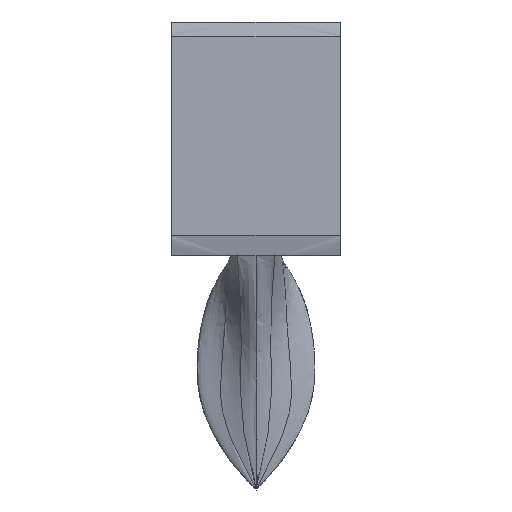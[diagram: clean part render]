
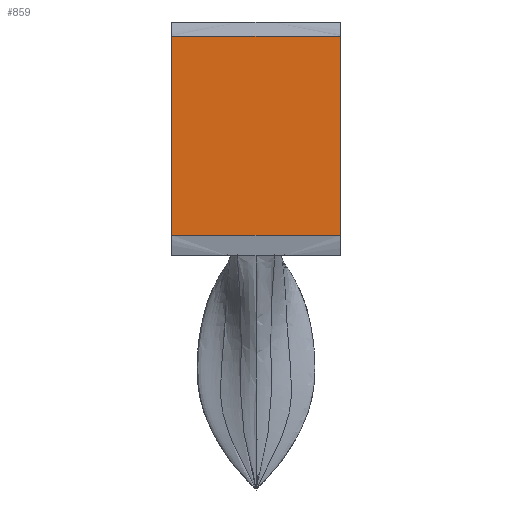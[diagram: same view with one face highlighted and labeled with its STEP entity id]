
A CAD part, top view. The second image highlights one B-rep face of the part: STEP entity #859.
In plain terms, the highlighted planar face has unit normal (0, 0, 1).
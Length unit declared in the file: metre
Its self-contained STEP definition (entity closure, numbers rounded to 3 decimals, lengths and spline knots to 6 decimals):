
#141=FACE_OUTER_BOUND('',#191,.T.);
#191=EDGE_LOOP('',(#771,#772,#773,#774));
#233=LINE('',#6895,#272);
#234=LINE('',#6898,#273);
#235=LINE('',#6920,#274);
#236=LINE('',#6921,#275);
#272=VECTOR('',#995,0.01);
#273=VECTOR('',#998,0.01);
#274=VECTOR('',#1001,0.01);
#275=VECTOR('',#1002,0.01);
#397=VERTEX_POINT('',#6877);
#398=VERTEX_POINT('',#6884);
#399=VERTEX_POINT('',#6897);
#400=VERTEX_POINT('',#6919);
#524=EDGE_CURVE('',#398,#397,#233,.T.);
#525=EDGE_CURVE('',#399,#397,#234,.T.);
#527=EDGE_CURVE('',#400,#398,#235,.T.);
#528=EDGE_CURVE('',#400,#399,#236,.T.);
#771=ORIENTED_EDGE('',*,*,#524,.F.);
#772=ORIENTED_EDGE('',*,*,#527,.F.);
#773=ORIENTED_EDGE('',*,*,#528,.T.);
#774=ORIENTED_EDGE('',*,*,#525,.T.);
#813=PLANE('',#907);
#859=ADVANCED_FACE('',(#141),#813,.T.);
#907=AXIS2_PLACEMENT_3D('',#6918,#999,#1000);
#995=DIRECTION('',(1.,0.,0.));
#998=DIRECTION('',(0.,1.,0.));
#999=DIRECTION('center_axis',(0.,0.,1.));
#1000=DIRECTION('ref_axis',(1.,0.,0.));
#1001=DIRECTION('',(0.,1.,0.));
#1002=DIRECTION('',(1.,0.,0.));
#6877=CARTESIAN_POINT('',(0.9,4.85,1.));
#6884=CARTESIAN_POINT('',(-0.9,4.85,1.));
#6895=CARTESIAN_POINT('',(-0.9,4.85,1.));
#6897=CARTESIAN_POINT('',(0.9,2.72,1.));
#6898=CARTESIAN_POINT('',(0.9,2.5,1.));
#6918=CARTESIAN_POINT('Origin',(-0.9,2.5,1.));
#6919=CARTESIAN_POINT('',(-0.9,2.72,1.));
#6920=CARTESIAN_POINT('',(-0.9,2.5,1.));
#6921=CARTESIAN_POINT('',(-0.9,2.72,1.));
